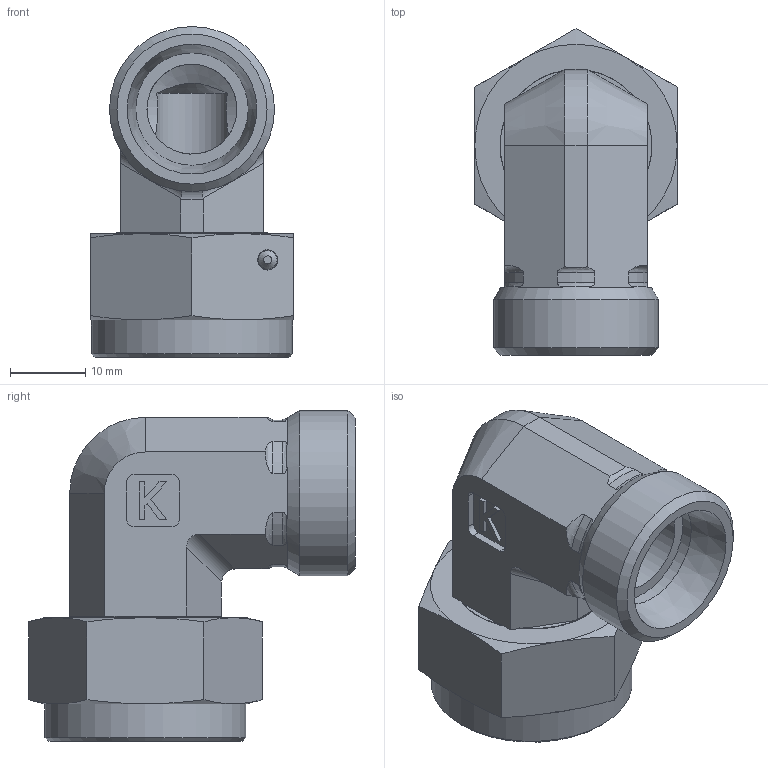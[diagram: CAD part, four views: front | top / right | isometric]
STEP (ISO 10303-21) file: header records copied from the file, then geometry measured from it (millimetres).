
FILE_DESCRIPTION((''),'2;1');
FILE_NAME('3565152215.stp','2014-09-11T09:11:41',(''),('KNOMI spol. s r. o.'),'Autodesk Inventor 2012','Autodesk Inventor 2012','');
FILE_SCHEMA(('AUTOMOTIVE_DESIGN { 1 2 10303 214 0 1 1 1 }'));
Length unit declared in the file: millimetre
Products named in the file (5): LSSO2 15L M22/M22 v.z "O" kr; 3575 15 2215; 395 1522; 9902522; 60712020
Assembly tree (4 placements, depth 2):
  LSSO2 15L M22/M22 v.z "O" kr
    3575 15 2215
    395 1522
    9902522
    60712020
Bounding box: 27 x 43.59 x 44.1 mm (x, y, z)
Volume: 16084.2 mm3; surface area: 10339.7 mm2
Topology: 4 solids, 4 shells, 144 faces, 365 edges, 235 vertices
Faces by surface type: plane 67, cone 27, cylinder 25, torus 23, bspline 2
Full cylindrical faces by diameter (mm): 2.5 x1, 2.7 x1, 10 x1, 12 x1, 15 x1, 20 x2, 20.25 x1, 20.376 x1, 22 x1, 26.8 x1
Entity records: 4724 total; most frequent: CARTESIAN_POINT 1257, DIRECTION 651, ORIENTED_EDGE 642, EDGE_CURVE 321, AXIS2_PLACEMENT_3D 262, VERTEX_POINT 221, EDGE_LOOP 188, STYLED_ITEM 148
